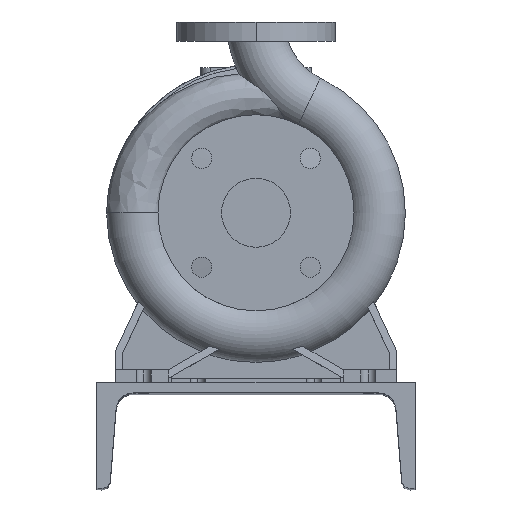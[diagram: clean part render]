
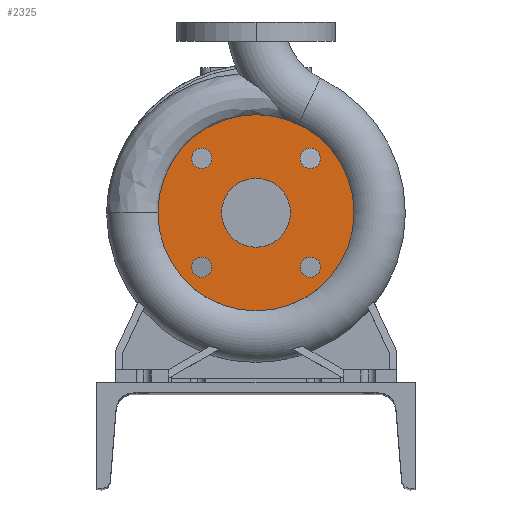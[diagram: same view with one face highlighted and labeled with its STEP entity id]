
A CAD part, top view. The second image highlights one B-rep face of the part: STEP entity #2325.
In plain terms, the highlighted planar face has unit normal (0, 0, 1).
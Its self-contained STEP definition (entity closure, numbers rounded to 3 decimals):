
#243 = CARTESIAN_POINT ( 'NONE',  ( 51.265, -60.765, 100. ) ) ;
#506 = CARTESIAN_POINT ( 'NONE',  ( 51.265, -51.265, 100. ) ) ;
#551 = FACE_BOUND ( 'NONE', #6911, .T. ) ;
#585 = CIRCLE ( 'NONE', #2633, 32.5 ) ;
#655 = PLANE ( 'NONE',  #2580 ) ;
#980 = EDGE_LOOP ( 'NONE', ( #14343, #8699 ) ) ;
#1030 = DIRECTION ( 'NONE',  ( 0., 0., 1. ) ) ;
#1184 = DIRECTION ( 'NONE',  ( 0., 0., -1. ) ) ;
#1247 = CARTESIAN_POINT ( 'NONE',  ( -51.265, -51.265, 100. ) ) ;
#1447 = DIRECTION ( 'NONE',  ( 0., 0., 1. ) ) ;
#1897 = CIRCLE ( 'NONE', #13750, 92.5 ) ;
#2087 = CIRCLE ( 'NONE', #19008, 9.5 ) ;
#2135 = AXIS2_PLACEMENT_3D ( 'NONE', #11387, #18151, #8085 ) ;
#2264 = FACE_BOUND ( 'NONE', #980, .T. ) ;
#2325 = ADVANCED_FACE ( 'NONE', ( #16903, #16790, #5437, #551, #2264, #8727 ), #655, .F. ) ;
#2580 = AXIS2_PLACEMENT_3D ( 'NONE', #15307, #1184, #15511 ) ;
#2633 = AXIS2_PLACEMENT_3D ( 'NONE', #9912, #14694, #10015 ) ;
#2698 = EDGE_CURVE ( 'NONE', #14521, #13200, #2902, .T. ) ;
#2719 = VERTEX_POINT ( 'NONE', #3122 ) ;
#2776 = EDGE_CURVE ( 'NONE', #20283, #8599, #17141, .T. ) ;
#2902 = CIRCLE ( 'NONE', #11723, 9.5 ) ;
#3090 = AXIS2_PLACEMENT_3D ( 'NONE', #6081, #4485, #10973 ) ;
#3122 = CARTESIAN_POINT ( 'NONE',  ( 0., 32.5, 100. ) ) ;
#3331 = DIRECTION ( 'NONE',  ( 0., 0., 1. ) ) ;
#3793 = VERTEX_POINT ( 'NONE', #19761 ) ;
#4258 = CARTESIAN_POINT ( 'NONE',  ( 0., 92.5, 100. ) ) ;
#4485 = DIRECTION ( 'NONE',  ( 0., 0., 1. ) ) ;
#4557 = EDGE_CURVE ( 'NONE', #3793, #11306, #2087, .T. ) ;
#4941 = DIRECTION ( 'NONE',  ( 0., -1., 0. ) ) ;
#5106 = EDGE_CURVE ( 'NONE', #13831, #2719, #585, .T. ) ;
#5437 = FACE_BOUND ( 'NONE', #16242, .T. ) ;
#5614 = ORIENTED_EDGE ( 'NONE', *, *, #9401, .F. ) ;
#5945 = CARTESIAN_POINT ( 'NONE',  ( -51.265, -51.265, 100. ) ) ;
#6081 = CARTESIAN_POINT ( 'NONE',  ( -51.265, 51.265, 100. ) ) ;
#6451 = CIRCLE ( 'NONE', #8145, 9.5 ) ;
#6884 = DIRECTION ( 'NONE',  ( 0., 0., 1. ) ) ;
#6911 = EDGE_LOOP ( 'NONE', ( #12910, #13406 ) ) ;
#7265 = DIRECTION ( 'NONE',  ( 0., 0., 1. ) ) ;
#7826 = CARTESIAN_POINT ( 'NONE',  ( -51.265, 41.765, 100. ) ) ;
#7984 = AXIS2_PLACEMENT_3D ( 'NONE', #17872, #3331, #10009 ) ;
#7998 = ORIENTED_EDGE ( 'NONE', *, *, #15230, .F. ) ;
#8085 = DIRECTION ( 'NONE',  ( 1., 0., 0. ) ) ;
#8145 = AXIS2_PLACEMENT_3D ( 'NONE', #1247, #1030, #14301 ) ;
#8291 = CARTESIAN_POINT ( 'NONE',  ( 51.265, -41.765, 100. ) ) ;
#8389 = CIRCLE ( 'NONE', #15858, 32.5 ) ;
#8493 = CIRCLE ( 'NONE', #11221, 9.5 ) ;
#8599 = VERTEX_POINT ( 'NONE', #4258 ) ;
#8699 = ORIENTED_EDGE ( 'NONE', *, *, #4557, .F. ) ;
#8727 = FACE_BOUND ( 'NONE', #13140, .T. ) ;
#8887 = CIRCLE ( 'NONE', #13244, 9.5 ) ;
#9299 = VERTEX_POINT ( 'NONE', #9639 ) ;
#9401 = EDGE_CURVE ( 'NONE', #2719, #13831, #8389, .T. ) ;
#9639 = CARTESIAN_POINT ( 'NONE',  ( 60.765, 51.265, 100. ) ) ;
#9912 = CARTESIAN_POINT ( 'NONE',  ( 0., 0., 100. ) ) ;
#9934 = EDGE_CURVE ( 'NONE', #8599, #20283, #1897, .T. ) ;
#10009 = DIRECTION ( 'NONE',  ( 0., -1., 0. ) ) ;
#10015 = DIRECTION ( 'NONE',  ( 0., -1., 0. ) ) ;
#10076 = ORIENTED_EDGE ( 'NONE', *, *, #18285, .F. ) ;
#10091 = CARTESIAN_POINT ( 'NONE',  ( 41.765, 51.265, 100. ) ) ;
#10277 = DIRECTION ( 'NONE',  ( 0., -1., 0. ) ) ;
#10427 = CARTESIAN_POINT ( 'NONE',  ( -51.265, -60.765, 100. ) ) ;
#10530 = ORIENTED_EDGE ( 'NONE', *, *, #17559, .F. ) ;
#10728 = DIRECTION ( 'NONE',  ( 0., 0., 1. ) ) ;
#10973 = DIRECTION ( 'NONE',  ( 0., -1., 0. ) ) ;
#10975 = ORIENTED_EDGE ( 'NONE', *, *, #9934, .T. ) ;
#10992 = AXIS2_PLACEMENT_3D ( 'NONE', #15866, #20536, #15966 ) ;
#11088 = DIRECTION ( 'NONE',  ( 0., 0., 1. ) ) ;
#11221 = AXIS2_PLACEMENT_3D ( 'NONE', #506, #6884, #10277 ) ;
#11295 = CIRCLE ( 'NONE', #2135, 9.5 ) ;
#11306 = VERTEX_POINT ( 'NONE', #10427 ) ;
#11387 = CARTESIAN_POINT ( 'NONE',  ( 51.265, 51.265, 100. ) ) ;
#11623 = EDGE_LOOP ( 'NONE', ( #17964, #10975 ) ) ;
#11723 = AXIS2_PLACEMENT_3D ( 'NONE', #18827, #17348, #15647 ) ;
#12246 = CIRCLE ( 'NONE', #3090, 9.5 ) ;
#12676 = CARTESIAN_POINT ( 'NONE',  ( 0., 0., 100. ) ) ;
#12804 = CARTESIAN_POINT ( 'NONE',  ( 0., 0., 100. ) ) ;
#12910 = ORIENTED_EDGE ( 'NONE', *, *, #13718, .F. ) ;
#13126 = EDGE_CURVE ( 'NONE', #17126, #17489, #8493, .T. ) ;
#13140 = EDGE_LOOP ( 'NONE', ( #17246, #10076 ) ) ;
#13200 = VERTEX_POINT ( 'NONE', #7826 ) ;
#13208 = EDGE_CURVE ( 'NONE', #11306, #3793, #6451, .T. ) ;
#13244 = AXIS2_PLACEMENT_3D ( 'NONE', #18505, #7265, #18291 ) ;
#13406 = ORIENTED_EDGE ( 'NONE', *, *, #2698, .F. ) ;
#13699 = CARTESIAN_POINT ( 'NONE',  ( 0., -92.5, 100. ) ) ;
#13718 = EDGE_CURVE ( 'NONE', #13200, #14521, #12246, .T. ) ;
#13750 = AXIS2_PLACEMENT_3D ( 'NONE', #12676, #11088, #17552 ) ;
#13831 = VERTEX_POINT ( 'NONE', #18156 ) ;
#14115 = DIRECTION ( 'NONE',  ( 0., -1., 0. ) ) ;
#14301 = DIRECTION ( 'NONE',  ( 0., -1., 0. ) ) ;
#14343 = ORIENTED_EDGE ( 'NONE', *, *, #13208, .F. ) ;
#14521 = VERTEX_POINT ( 'NONE', #19071 ) ;
#14694 = DIRECTION ( 'NONE',  ( 0., 0., 1. ) ) ;
#14899 = ORIENTED_EDGE ( 'NONE', *, *, #5106, .F. ) ;
#15230 = EDGE_CURVE ( 'NONE', #9299, #17669, #8887, .T. ) ;
#15307 = CARTESIAN_POINT ( 'NONE',  ( 0., 92.5, 100. ) ) ;
#15511 = DIRECTION ( 'NONE',  ( 0., 1., 0. ) ) ;
#15647 = DIRECTION ( 'NONE',  ( 0., -1., 0. ) ) ;
#15858 = AXIS2_PLACEMENT_3D ( 'NONE', #12804, #1447, #4941 ) ;
#15866 = CARTESIAN_POINT ( 'NONE',  ( 51.265, -51.265, 100. ) ) ;
#15966 = DIRECTION ( 'NONE',  ( 0., -1., 0. ) ) ;
#16242 = EDGE_LOOP ( 'NONE', ( #7998, #10530 ) ) ;
#16790 = FACE_OUTER_BOUND ( 'NONE', #11623, .T. ) ;
#16903 = FACE_BOUND ( 'NONE', #18137, .T. ) ;
#17126 = VERTEX_POINT ( 'NONE', #243 ) ;
#17141 = CIRCLE ( 'NONE', #7984, 92.5 ) ;
#17246 = ORIENTED_EDGE ( 'NONE', *, *, #13126, .F. ) ;
#17348 = DIRECTION ( 'NONE',  ( 0., 0., 1. ) ) ;
#17489 = VERTEX_POINT ( 'NONE', #8291 ) ;
#17552 = DIRECTION ( 'NONE',  ( 0., -1., 0. ) ) ;
#17559 = EDGE_CURVE ( 'NONE', #17669, #9299, #11295, .T. ) ;
#17669 = VERTEX_POINT ( 'NONE', #10091 ) ;
#17872 = CARTESIAN_POINT ( 'NONE',  ( 0., 0., 100. ) ) ;
#17964 = ORIENTED_EDGE ( 'NONE', *, *, #2776, .T. ) ;
#18137 = EDGE_LOOP ( 'NONE', ( #14899, #5614 ) ) ;
#18151 = DIRECTION ( 'NONE',  ( 0., 0., 1. ) ) ;
#18156 = CARTESIAN_POINT ( 'NONE',  ( 0., -32.5, 100. ) ) ;
#18285 = EDGE_CURVE ( 'NONE', #17489, #17126, #20472, .T. ) ;
#18291 = DIRECTION ( 'NONE',  ( 1., 0., 0. ) ) ;
#18505 = CARTESIAN_POINT ( 'NONE',  ( 51.265, 51.265, 100. ) ) ;
#18827 = CARTESIAN_POINT ( 'NONE',  ( -51.265, 51.265, 100. ) ) ;
#19008 = AXIS2_PLACEMENT_3D ( 'NONE', #5945, #10728, #14115 ) ;
#19071 = CARTESIAN_POINT ( 'NONE',  ( -51.265, 60.765, 100. ) ) ;
#19761 = CARTESIAN_POINT ( 'NONE',  ( -51.265, -41.765, 100. ) ) ;
#20283 = VERTEX_POINT ( 'NONE', #13699 ) ;
#20472 = CIRCLE ( 'NONE', #10992, 9.5 ) ;
#20536 = DIRECTION ( 'NONE',  ( 0., 0., 1. ) ) ;
